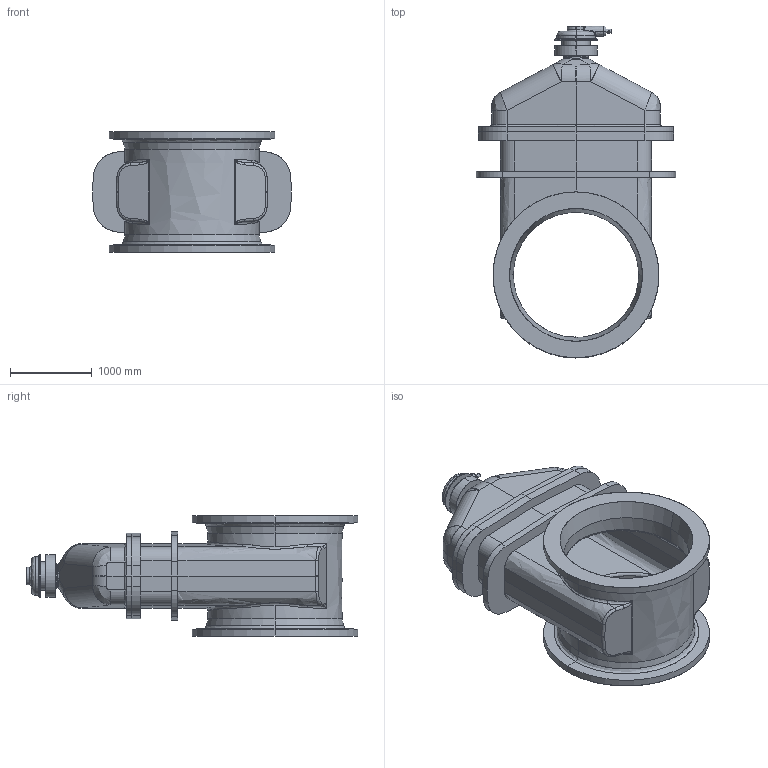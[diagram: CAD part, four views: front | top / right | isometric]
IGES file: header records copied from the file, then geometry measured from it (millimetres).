
Start section: SolidWorks IGES file using analytic representation for surfaces
Global section: file name: 66 FF Bevel.IGS; native system: SolidWorks 2018; preprocessor: SolidWorks 2018; author: shasan; date: 200826.114058; units: inch
Bounding box: 2438.4 x 4065.57 x 1473.2 mm (x, y, z)
Surface area: 44648120.1 mm2 (no closed solid volume)
Topology: 0 solids, 0 shells, 350 faces, 6093 edges, 6091 vertices
Faces by surface type: bspline 197, revolution 153
